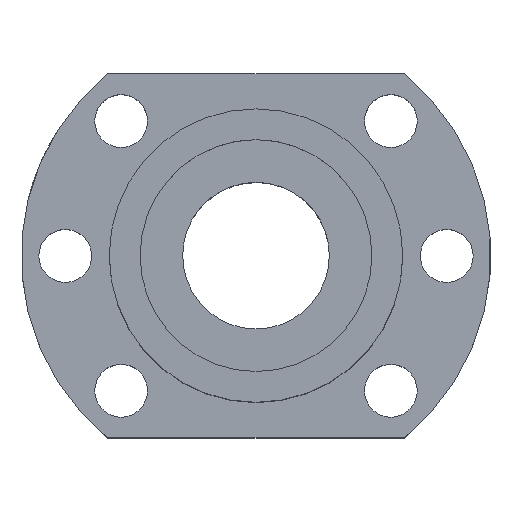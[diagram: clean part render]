
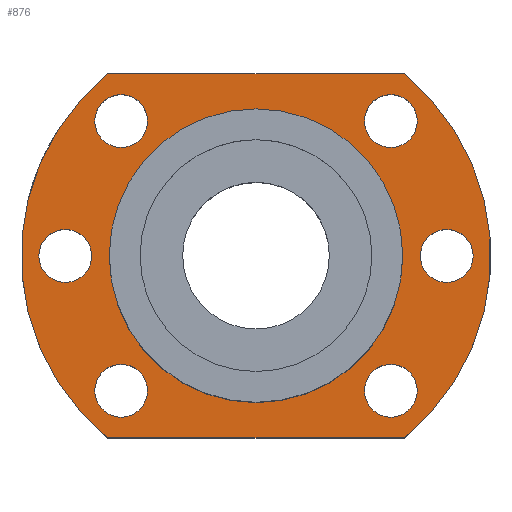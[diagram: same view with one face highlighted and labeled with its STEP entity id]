
A CAD part, top view. The second image highlights one B-rep face of the part: STEP entity #876.
In plain terms, the highlighted planar face has unit normal (0, 0, 1).
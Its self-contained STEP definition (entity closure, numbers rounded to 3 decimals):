
#79=CARTESIAN_POINT('',(0.,0.,12.));
#80=DIRECTION('',(0.,0.,1.));
#81=DIRECTION('',(0.632,-0.775,0.));
#82=AXIS2_PLACEMENT_3D('',#79,#80,#81);
#106=CARTESIAN_POINT('',(0.,0.,12.));
#107=DIRECTION('',(0.,0.,1.));
#108=DIRECTION('',(-0.632,0.775,0.));
#109=AXIS2_PLACEMENT_3D('',#106,#107,#108);
#147=DIRECTION('',(1.,0.,0.));
#148=VECTOR('',#147,50.557);
#149=CARTESIAN_POINT('',(-25.278,-31.,12.));
#150=LINE('',#149,#148);
#151=DIRECTION('',(-1.,0.,0.));
#152=VECTOR('',#151,50.557);
#153=CARTESIAN_POINT('',(25.278,31.,12.));
#154=LINE('',#153,#152);
#155=CARTESIAN_POINT('',(-32.5,0.,12.));
#156=DIRECTION('',(0.,0.,-1.));
#157=DIRECTION('',(0.,-1.,0.));
#158=AXIS2_PLACEMENT_3D('',#155,#156,#157);
#160=CARTESIAN_POINT('',(-32.5,0.,12.));
#161=DIRECTION('',(0.,0.,-1.));
#162=DIRECTION('',(0.,1.,0.));
#163=AXIS2_PLACEMENT_3D('',#160,#161,#162);
#165=CARTESIAN_POINT('',(32.5,0.,12.));
#166=DIRECTION('',(0.,0.,-1.));
#167=DIRECTION('',(0.,-1.,0.));
#168=AXIS2_PLACEMENT_3D('',#165,#166,#167);
#170=CARTESIAN_POINT('',(32.5,0.,12.));
#171=DIRECTION('',(0.,0.,-1.));
#172=DIRECTION('',(0.,1.,0.));
#173=AXIS2_PLACEMENT_3D('',#170,#171,#172);
#175=CARTESIAN_POINT('',(-22.981,-22.981,12.));
#176=DIRECTION('',(0.,0.,-1.));
#177=DIRECTION('',(0.,-1.,0.));
#178=AXIS2_PLACEMENT_3D('',#175,#176,#177);
#180=CARTESIAN_POINT('',(-22.981,-22.981,12.));
#181=DIRECTION('',(0.,0.,-1.));
#182=DIRECTION('',(0.,1.,0.));
#183=AXIS2_PLACEMENT_3D('',#180,#181,#182);
#185=CARTESIAN_POINT('',(-22.981,22.981,12.));
#186=DIRECTION('',(0.,0.,-1.));
#187=DIRECTION('',(0.,-1.,0.));
#188=AXIS2_PLACEMENT_3D('',#185,#186,#187);
#190=CARTESIAN_POINT('',(-22.981,22.981,12.));
#191=DIRECTION('',(0.,0.,-1.));
#192=DIRECTION('',(0.,1.,0.));
#193=AXIS2_PLACEMENT_3D('',#190,#191,#192);
#195=CARTESIAN_POINT('',(22.981,22.981,12.));
#196=DIRECTION('',(0.,0.,-1.));
#197=DIRECTION('',(0.,-1.,0.));
#198=AXIS2_PLACEMENT_3D('',#195,#196,#197);
#200=CARTESIAN_POINT('',(22.981,22.981,12.));
#201=DIRECTION('',(0.,0.,-1.));
#202=DIRECTION('',(0.,1.,0.));
#203=AXIS2_PLACEMENT_3D('',#200,#201,#202);
#205=CARTESIAN_POINT('',(22.981,-22.981,12.));
#206=DIRECTION('',(0.,0.,-1.));
#207=DIRECTION('',(0.,-1.,0.));
#208=AXIS2_PLACEMENT_3D('',#205,#206,#207);
#210=CARTESIAN_POINT('',(22.981,-22.981,12.));
#211=DIRECTION('',(0.,0.,-1.));
#212=DIRECTION('',(0.,1.,0.));
#213=AXIS2_PLACEMENT_3D('',#210,#211,#212);
#215=CARTESIAN_POINT('',(0.,0.,12.));
#216=DIRECTION('',(0.,0.,1.));
#217=DIRECTION('',(1.,0.,0.));
#218=AXIS2_PLACEMENT_3D('',#215,#216,#217);
#224=CARTESIAN_POINT('',(0.,0.,12.));
#225=DIRECTION('',(0.,0.,1.));
#226=DIRECTION('',(-1.,0.,0.));
#227=AXIS2_PLACEMENT_3D('',#224,#225,#226);
#574=CARTESIAN_POINT('',(25.,0.,12.));
#575=CARTESIAN_POINT('',(-25.,0.,12.));
#576=VERTEX_POINT('',#574);
#577=VERTEX_POINT('',#575);
#586=CARTESIAN_POINT('',(-25.278,-31.,12.));
#587=CARTESIAN_POINT('',(25.278,-31.,12.));
#588=VERTEX_POINT('',#586);
#589=VERTEX_POINT('',#587);
#590=CARTESIAN_POINT('',(25.278,31.,12.));
#591=CARTESIAN_POINT('',(-25.278,31.,12.));
#592=VERTEX_POINT('',#590);
#593=VERTEX_POINT('',#591);
#630=CARTESIAN_POINT('',(-32.5,-4.5,12.));
#631=CARTESIAN_POINT('',(-32.5,4.5,12.));
#632=VERTEX_POINT('',#630);
#633=VERTEX_POINT('',#631);
#634=CARTESIAN_POINT('',(32.5,-4.5,12.));
#635=CARTESIAN_POINT('',(32.5,4.5,12.));
#636=VERTEX_POINT('',#634);
#637=VERTEX_POINT('',#635);
#638=CARTESIAN_POINT('',(-22.981,-27.481,12.));
#639=CARTESIAN_POINT('',(-22.981,-18.481,12.));
#640=VERTEX_POINT('',#638);
#641=VERTEX_POINT('',#639);
#642=CARTESIAN_POINT('',(-22.981,18.481,12.));
#643=CARTESIAN_POINT('',(-22.981,27.481,12.));
#644=VERTEX_POINT('',#642);
#645=VERTEX_POINT('',#643);
#646=CARTESIAN_POINT('',(22.981,18.481,12.));
#647=CARTESIAN_POINT('',(22.981,27.481,12.));
#648=VERTEX_POINT('',#646);
#649=VERTEX_POINT('',#647);
#650=CARTESIAN_POINT('',(22.981,-27.481,12.));
#651=CARTESIAN_POINT('',(22.981,-18.481,12.));
#652=VERTEX_POINT('',#650);
#653=VERTEX_POINT('',#651);
#822=CARTESIAN_POINT('',(0.,0.,12.));
#823=DIRECTION('',(0.,0.,-1.));
#824=DIRECTION('',(1.,0.,0.));
#825=AXIS2_PLACEMENT_3D('',#822,#823,#824);
#826=PLANE('',#825);
#827=ORIENTED_EDGE('',*,*,#780,.F.);
#828=ORIENTED_EDGE('',*,*,#810,.F.);
#830=ORIENTED_EDGE('',*,*,#829,.F.);
#831=ORIENTED_EDGE('',*,*,#793,.F.);
#832=EDGE_LOOP('',(#827,#828,#830,#831));
#833=FACE_OUTER_BOUND('',#832,.F.);
#835=ORIENTED_EDGE('',*,*,#834,.T.);
#837=ORIENTED_EDGE('',*,*,#836,.T.);
#838=EDGE_LOOP('',(#835,#837));
#839=FACE_BOUND('',#838,.F.);
#841=ORIENTED_EDGE('',*,*,#840,.F.);
#843=ORIENTED_EDGE('',*,*,#842,.F.);
#844=EDGE_LOOP('',(#841,#843));
#845=FACE_BOUND('',#844,.F.);
#847=ORIENTED_EDGE('',*,*,#846,.F.);
#849=ORIENTED_EDGE('',*,*,#848,.F.);
#850=EDGE_LOOP('',(#847,#849));
#851=FACE_BOUND('',#850,.F.);
#853=ORIENTED_EDGE('',*,*,#852,.F.);
#855=ORIENTED_EDGE('',*,*,#854,.F.);
#856=EDGE_LOOP('',(#853,#855));
#857=FACE_BOUND('',#856,.F.);
#859=ORIENTED_EDGE('',*,*,#858,.F.);
#861=ORIENTED_EDGE('',*,*,#860,.F.);
#862=EDGE_LOOP('',(#859,#861));
#863=FACE_BOUND('',#862,.F.);
#865=ORIENTED_EDGE('',*,*,#864,.F.);
#867=ORIENTED_EDGE('',*,*,#866,.F.);
#868=EDGE_LOOP('',(#865,#867));
#869=FACE_BOUND('',#868,.F.);
#871=ORIENTED_EDGE('',*,*,#870,.F.);
#873=ORIENTED_EDGE('',*,*,#872,.F.);
#874=EDGE_LOOP('',(#871,#873));
#875=FACE_BOUND('',#874,.F.);
#83=CIRCLE('',#82,40.);
#110=CIRCLE('',#109,40.);
#159=CIRCLE('',#158,4.5);
#164=CIRCLE('',#163,4.5);
#169=CIRCLE('',#168,4.5);
#174=CIRCLE('',#173,4.5);
#179=CIRCLE('',#178,4.5);
#184=CIRCLE('',#183,4.5);
#189=CIRCLE('',#188,4.5);
#194=CIRCLE('',#193,4.5);
#199=CIRCLE('',#198,4.5);
#204=CIRCLE('',#203,4.5);
#209=CIRCLE('',#208,4.5);
#214=CIRCLE('',#213,4.5);
#219=CIRCLE('',#218,25.);
#228=CIRCLE('',#227,25.);
#780=EDGE_CURVE('',#588,#589,#150,.T.);
#793=EDGE_CURVE('',#589,#592,#83,.T.);
#810=EDGE_CURVE('',#593,#588,#110,.T.);
#829=EDGE_CURVE('',#592,#593,#154,.T.);
#834=EDGE_CURVE('',#576,#577,#219,.T.);
#836=EDGE_CURVE('',#577,#576,#228,.T.);
#840=EDGE_CURVE('',#632,#633,#159,.T.);
#842=EDGE_CURVE('',#633,#632,#164,.T.);
#846=EDGE_CURVE('',#636,#637,#169,.T.);
#848=EDGE_CURVE('',#637,#636,#174,.T.);
#852=EDGE_CURVE('',#640,#641,#179,.T.);
#854=EDGE_CURVE('',#641,#640,#184,.T.);
#858=EDGE_CURVE('',#644,#645,#189,.T.);
#860=EDGE_CURVE('',#645,#644,#194,.T.);
#864=EDGE_CURVE('',#648,#649,#199,.T.);
#866=EDGE_CURVE('',#649,#648,#204,.T.);
#870=EDGE_CURVE('',#652,#653,#209,.T.);
#872=EDGE_CURVE('',#653,#652,#214,.T.);
#876=ADVANCED_FACE('',(#833,#839,#845,#851,#857,#863,#869,#875),#826,.F.);
